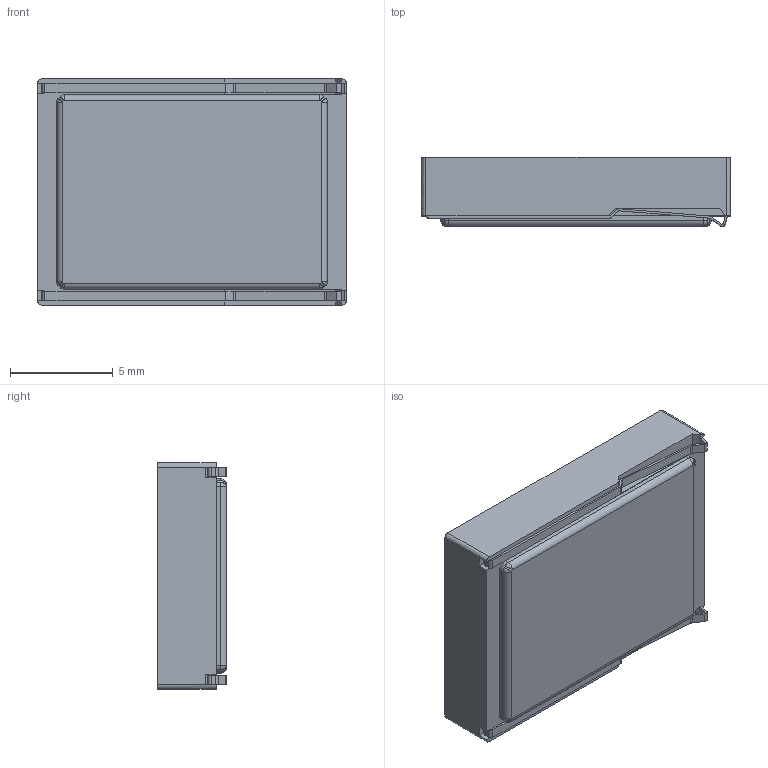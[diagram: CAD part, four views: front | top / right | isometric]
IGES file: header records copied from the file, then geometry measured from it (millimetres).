
Start section: SolidWorks IGES file using analytic representation for surfaces
Global section: file name: SP-1511S-5.IGS; native system: SolidWorks 2013; preprocessor: SolidWorks 2013; author: Gem; date: 160908.135605; units: millimetre
Bounding box: 15 x 3.35 x 11 mm (x, y, z)
Surface area: 602.4 mm2 (no closed solid volume)
Topology: 0 solids, 0 shells, 147 faces, 972 edges, 968 vertices
Faces by surface type: bspline 87, revolution 60
